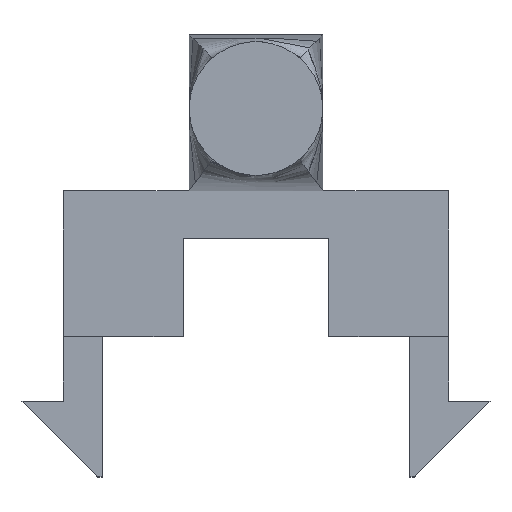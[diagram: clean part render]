
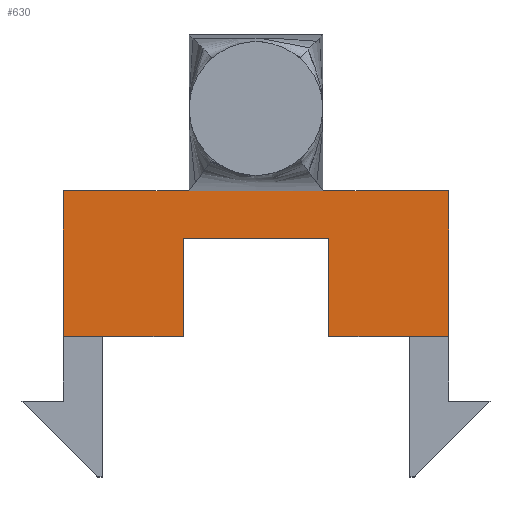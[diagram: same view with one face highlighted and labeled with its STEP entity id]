
A CAD part, top view. The second image highlights one B-rep face of the part: STEP entity #630.
In plain terms, the highlighted planar face has unit normal (0, 0, 1).
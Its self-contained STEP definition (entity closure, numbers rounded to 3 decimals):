
#3 = LINE ( 'NONE', #848, #182 ) ;
#11 = CARTESIAN_POINT ( 'NONE',  ( 4.325, 3.27, 2.9 ) ) ;
#38 = CARTESIAN_POINT ( 'NONE',  ( 1.5, 3.27, 2.9 ) ) ;
#40 = VECTOR ( 'NONE', #448, 1000. ) ;
#44 = CARTESIAN_POINT ( 'NONE',  ( 1.635, 0., 2.9 ) ) ;
#54 = EDGE_CURVE ( 'NONE', #898, #206, #661, .T. ) ;
#62 = CARTESIAN_POINT ( 'NONE',  ( 4.325, 0., 2.9 ) ) ;
#80 = CARTESIAN_POINT ( 'NONE',  ( 4.325, 3.27, 2.9 ) ) ;
#81 = VERTEX_POINT ( 'NONE', #829 ) ;
#85 = CARTESIAN_POINT ( 'NONE',  ( 4.325, 3.27, 2.9 ) ) ;
#120 = EDGE_LOOP ( 'NONE', ( #960, #352, #151, #965, #857, #658, #1019, #322, #622, #546 ) ) ;
#121 = LINE ( 'NONE', #62, #364 ) ;
#125 = LINE ( 'NONE', #44, #179 ) ;
#151 = ORIENTED_EDGE ( 'NONE', *, *, #335, .F. ) ;
#153 = CARTESIAN_POINT ( 'NONE',  ( -1.635, 2.2, 2.9 ) ) ;
#158 = DIRECTION ( 'NONE',  ( 0., -1., 0. ) ) ;
#161 = EDGE_CURVE ( 'NONE', #1064, #838, #337, .T. ) ;
#166 = CARTESIAN_POINT ( 'NONE',  ( 4.325, 0., 2.9 ) ) ;
#169 = DIRECTION ( 'NONE',  ( 1., 0., 0. ) ) ;
#179 = VECTOR ( 'NONE', #486, 1000. ) ;
#182 = VECTOR ( 'NONE', #346, 1000. ) ;
#197 = EDGE_CURVE ( 'NONE', #272, #81, #243, .T. ) ;
#206 = VERTEX_POINT ( 'NONE', #166 ) ;
#232 = VECTOR ( 'NONE', #776, 1000. ) ;
#243 = LINE ( 'NONE', #932, #398 ) ;
#249 = DIRECTION ( 'NONE',  ( 1., 0., 0. ) ) ;
#272 = VERTEX_POINT ( 'NONE', #475 ) ;
#319 = DIRECTION ( 'NONE',  ( 1., 0., 0. ) ) ;
#322 = ORIENTED_EDGE ( 'NONE', *, *, #433, .F. ) ;
#335 = EDGE_CURVE ( 'NONE', #427, #1064, #944, .T. ) ;
#337 = LINE ( 'NONE', #925, #1072 ) ;
#346 = DIRECTION ( 'NONE',  ( 1., 0., 0. ) ) ;
#352 = ORIENTED_EDGE ( 'NONE', *, *, #161, .F. ) ;
#364 = VECTOR ( 'NONE', #319, 1000. ) ;
#368 = LINE ( 'NONE', #1044, #40 ) ;
#375 = LINE ( 'NONE', #153, #949 ) ;
#389 = VERTEX_POINT ( 'NONE', #573 ) ;
#398 = VECTOR ( 'NONE', #158, 1000. ) ;
#401 = CARTESIAN_POINT ( 'NONE',  ( 4.325, 3.27, 2.9 ) ) ;
#414 = CARTESIAN_POINT ( 'NONE',  ( 4.325, 3.27, 2.9 ) ) ;
#427 = VERTEX_POINT ( 'NONE', #890 ) ;
#433 = EDGE_CURVE ( 'NONE', #1048, #389, #125, .T. ) ;
#448 = DIRECTION ( 'NONE',  ( 0., -1., 0. ) ) ;
#475 = CARTESIAN_POINT ( 'NONE',  ( -1.635, 2.2, 2.9 ) ) ;
#486 = DIRECTION ( 'NONE',  ( 0., 1., 0. ) ) ;
#506 = FACE_OUTER_BOUND ( 'NONE', #120, .T. ) ;
#546 = ORIENTED_EDGE ( 'NONE', *, *, #54, .F. ) ;
#564 = AXIS2_PLACEMENT_3D ( 'NONE', #80, #610, #945 ) ;
#567 = DIRECTION ( 'NONE',  ( 0., -1., 0. ) ) ;
#573 = CARTESIAN_POINT ( 'NONE',  ( 1.635, 2.2, 2.9 ) ) ;
#607 = VERTEX_POINT ( 'NONE', #695 ) ;
#610 = DIRECTION ( 'NONE',  ( 0., 0., -1. ) ) ;
#622 = ORIENTED_EDGE ( 'NONE', *, *, #1057, .T. ) ;
#630 = ADVANCED_FACE ( 'NONE', ( #506 ), #846, .F. ) ;
#658 = ORIENTED_EDGE ( 'NONE', *, *, #197, .F. ) ;
#661 = LINE ( 'NONE', #401, #876 ) ;
#662 = EDGE_CURVE ( 'NONE', #838, #898, #935, .T. ) ;
#689 = CARTESIAN_POINT ( 'NONE',  ( -1.5, 3.27, 2.9 ) ) ;
#695 = CARTESIAN_POINT ( 'NONE',  ( -4.325, 0., 2.9 ) ) ;
#736 = EDGE_CURVE ( 'NONE', #427, #607, #368, .T. ) ;
#776 = DIRECTION ( 'NONE',  ( 1., 0., 0. ) ) ;
#829 = CARTESIAN_POINT ( 'NONE',  ( -1.635, 0., 2.9 ) ) ;
#838 = VERTEX_POINT ( 'NONE', #38 ) ;
#846 = PLANE ( 'NONE',  #564 ) ;
#848 = CARTESIAN_POINT ( 'NONE',  ( 4.325, 0., 2.9 ) ) ;
#857 = ORIENTED_EDGE ( 'NONE', *, *, #911, .T. ) ;
#876 = VECTOR ( 'NONE', #567, 1000. ) ;
#890 = CARTESIAN_POINT ( 'NONE',  ( -4.325, 3.27, 2.9 ) ) ;
#898 = VERTEX_POINT ( 'NONE', #414 ) ;
#911 = EDGE_CURVE ( 'NONE', #607, #81, #121, .T. ) ;
#924 = EDGE_CURVE ( 'NONE', #389, #272, #375, .T. ) ;
#925 = CARTESIAN_POINT ( 'NONE',  ( -1.5, 3.27, 2.9 ) ) ;
#932 = CARTESIAN_POINT ( 'NONE',  ( -1.635, 0., 2.9 ) ) ;
#935 = LINE ( 'NONE', #85, #1074 ) ;
#944 = LINE ( 'NONE', #11, #232 ) ;
#945 = DIRECTION ( 'NONE',  ( -1., 0., 0. ) ) ;
#949 = VECTOR ( 'NONE', #1085, 1000. ) ;
#960 = ORIENTED_EDGE ( 'NONE', *, *, #662, .F. ) ;
#965 = ORIENTED_EDGE ( 'NONE', *, *, #736, .T. ) ;
#1019 = ORIENTED_EDGE ( 'NONE', *, *, #924, .F. ) ;
#1044 = CARTESIAN_POINT ( 'NONE',  ( -4.325, 3.27, 2.9 ) ) ;
#1048 = VERTEX_POINT ( 'NONE', #1103 ) ;
#1057 = EDGE_CURVE ( 'NONE', #1048, #206, #3, .T. ) ;
#1064 = VERTEX_POINT ( 'NONE', #689 ) ;
#1072 = VECTOR ( 'NONE', #249, 1000. ) ;
#1074 = VECTOR ( 'NONE', #169, 1000. ) ;
#1085 = DIRECTION ( 'NONE',  ( -1., 0., 0. ) ) ;
#1103 = CARTESIAN_POINT ( 'NONE',  ( 1.635, 0., 2.9 ) ) ;
